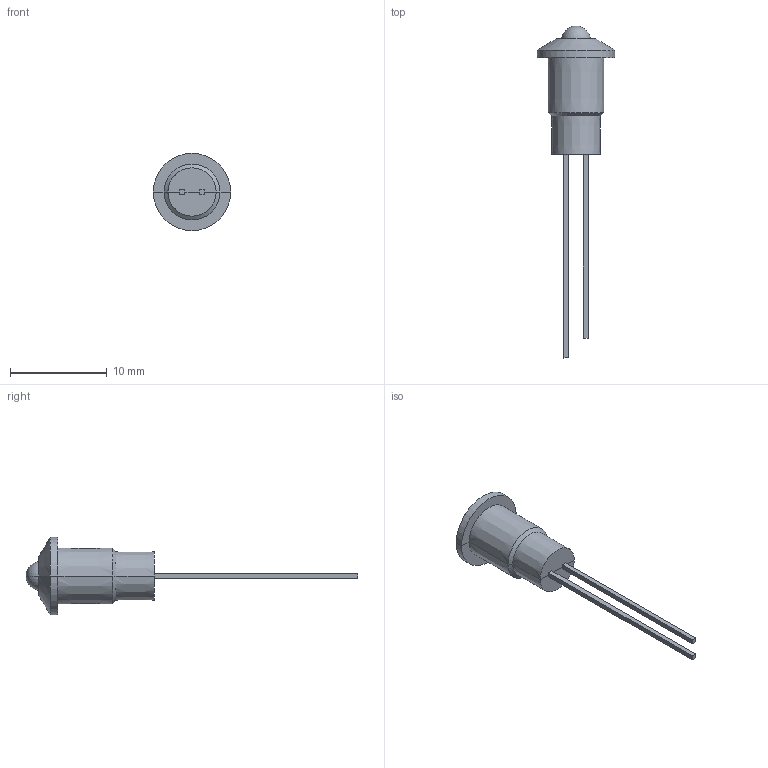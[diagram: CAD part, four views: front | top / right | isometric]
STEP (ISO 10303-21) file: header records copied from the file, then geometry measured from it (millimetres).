
FILE_DESCRIPTION (( 'STEP AP214' ), '1' );
FILE_NAME ('L63.STEP', '2016-03-08T00:21:26', ( 'user' ), ( 'Microsoft' ), 'SwSTEP 2.0', 'SolidWorks 2014', '' );
FILE_SCHEMA (( 'AUTOMOTIVE_DESIGN' ));
Length unit declared in the file: inch
Products named in the file (1): L63
Bounding box: 8 x 34.38 x 8 mm (x, y, z)
Volume: 327.3 mm3; surface area: 383 mm2
Topology: 3 solids, 3 shells, 32 faces, 66 edges, 36 vertices
Faces by surface type: cone 16, plane 12, torus 4
Entity records: 888 total; most frequent: DIRECTION 150, CARTESIAN_POINT 131, ORIENTED_EDGE 124, EDGE_CURVE 62, AXIS2_PLACEMENT_3D 55, LINE 40, VECTOR 40, VERTEX_POINT 36
